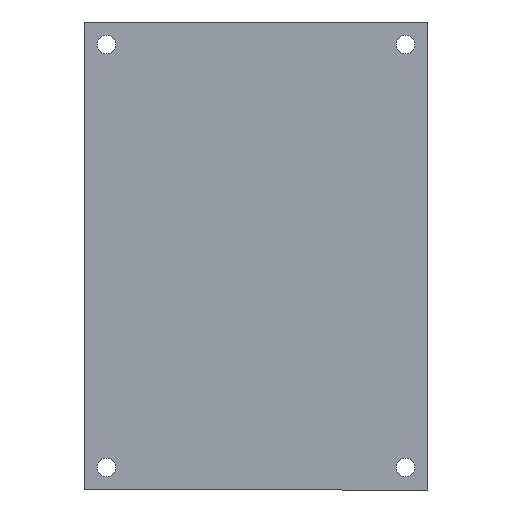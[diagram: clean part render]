
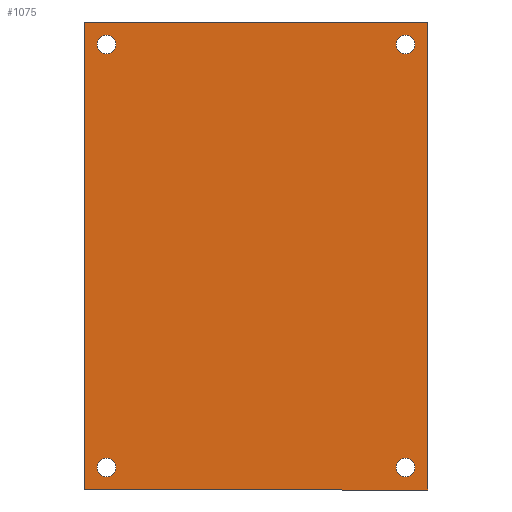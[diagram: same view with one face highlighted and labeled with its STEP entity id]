
A CAD part, front view. The second image highlights one B-rep face of the part: STEP entity #1075.
In plain terms, the highlighted planar face has unit normal (0, -1, 0).
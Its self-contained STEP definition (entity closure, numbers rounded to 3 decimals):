
#3 = DIRECTION ( 'NONE',  ( 0., 0., -1. ) ) ;
#6 = AXIS2_PLACEMENT_3D ( 'NONE', #464, #386, #806 ) ;
#16 = DIRECTION ( 'NONE',  ( 0., 1., 0. ) ) ;
#21 = DIRECTION ( 'NONE',  ( 0., 1., 0. ) ) ;
#26 = CIRCLE ( 'NONE', #650, 1.5 ) ;
#49 = ORIENTED_EDGE ( 'NONE', *, *, #425, .T. ) ;
#52 = EDGE_CURVE ( 'NONE', #876, #330, #73, .T. ) ;
#58 = EDGE_CURVE ( 'NONE', #1096, #598, #217, .T. ) ;
#73 = CIRCLE ( 'NONE', #702, 1.5 ) ;
#89 = EDGE_LOOP ( 'NONE', ( #684, #678 ) ) ;
#92 = EDGE_CURVE ( 'NONE', #1047, #368, #26, .T. ) ;
#113 = CARTESIAN_POINT ( 'NONE',  ( 24.125, 0., -35.625 ) ) ;
#115 = EDGE_CURVE ( 'NONE', #330, #876, #736, .T. ) ;
#116 = DIRECTION ( 'NONE',  ( 0., 0., 1. ) ) ;
#141 = EDGE_CURVE ( 'NONE', #155, #922, #472, .T. ) ;
#143 = CARTESIAN_POINT ( 'NONE',  ( 0., 0., 0. ) ) ;
#146 = CIRCLE ( 'NONE', #6, 1.5 ) ;
#155 = VERTEX_POINT ( 'NONE', #537 ) ;
#161 = ORIENTED_EDGE ( 'NONE', *, *, #92, .T. ) ;
#164 = DIRECTION ( 'NONE',  ( 0., 1., 0. ) ) ;
#177 = CARTESIAN_POINT ( 'NONE',  ( 24.125, 0., -34.125 ) ) ;
#179 = VERTEX_POINT ( 'NONE', #807 ) ;
#184 = EDGE_CURVE ( 'NONE', #265, #581, #471, .T. ) ;
#215 = DIRECTION ( 'NONE',  ( -1., 0., 0. ) ) ;
#217 = CIRCLE ( 'NONE', #839, 1.5 ) ;
#220 = FACE_BOUND ( 'NONE', #89, .T. ) ;
#256 = AXIS2_PLACEMENT_3D ( 'NONE', #623, #520, #116 ) ;
#258 = CARTESIAN_POINT ( 'NONE',  ( 24.125, 0., 32.625 ) ) ;
#260 = AXIS2_PLACEMENT_3D ( 'NONE', #444, #21, #701 ) ;
#263 = CARTESIAN_POINT ( 'NONE',  ( 27.75, 0., -37.77 ) ) ;
#265 = VERTEX_POINT ( 'NONE', #638 ) ;
#266 = DIRECTION ( 'NONE',  ( 0., 0., 1. ) ) ;
#276 = DIRECTION ( 'NONE',  ( 0., 1., 0. ) ) ;
#301 = PLANE ( 'NONE',  #682 ) ;
#307 = LINE ( 'NONE', #399, #613 ) ;
#320 = AXIS2_PLACEMENT_3D ( 'NONE', #177, #164, #505 ) ;
#330 = VERTEX_POINT ( 'NONE', #258 ) ;
#347 = EDGE_CURVE ( 'NONE', #179, #265, #785, .T. ) ;
#353 = CARTESIAN_POINT ( 'NONE',  ( -27.75, 0., -37.77 ) ) ;
#361 = DIRECTION ( 'NONE',  ( 0., 0., 1. ) ) ;
#368 = VERTEX_POINT ( 'NONE', #590 ) ;
#385 = CARTESIAN_POINT ( 'NONE',  ( -24.125, 0., -32.625 ) ) ;
#386 = DIRECTION ( 'NONE',  ( 0., 1., 0. ) ) ;
#399 = CARTESIAN_POINT ( 'NONE',  ( 27.75, 0., -37.77 ) ) ;
#402 = CARTESIAN_POINT ( 'NONE',  ( 27.75, 0., 37.77 ) ) ;
#425 = EDGE_CURVE ( 'NONE', #368, #1047, #737, .T. ) ;
#428 = ORIENTED_EDGE ( 'NONE', *, *, #58, .T. ) ;
#437 = ORIENTED_EDGE ( 'NONE', *, *, #115, .T. ) ;
#444 = CARTESIAN_POINT ( 'NONE',  ( 24.125, 0., -34.125 ) ) ;
#455 = DIRECTION ( 'NONE',  ( 0., 0., 1. ) ) ;
#464 = CARTESIAN_POINT ( 'NONE',  ( -24.125, 0., 34.125 ) ) ;
#467 = CARTESIAN_POINT ( 'NONE',  ( -24.125, 0., 35.625 ) ) ;
#471 = LINE ( 'NONE', #402, #651 ) ;
#472 = CIRCLE ( 'NONE', #260, 1.5 ) ;
#482 = DIRECTION ( 'NONE',  ( 0., 0., -1. ) ) ;
#487 = DIRECTION ( 'NONE',  ( 0., -1., 0. ) ) ;
#490 = CARTESIAN_POINT ( 'NONE',  ( 27.75, 0., 37.77 ) ) ;
#496 = DIRECTION ( 'NONE',  ( 1., 0., 0. ) ) ;
#505 = DIRECTION ( 'NONE',  ( 0., 0., 1. ) ) ;
#516 = CARTESIAN_POINT ( 'NONE',  ( 24.125, 0., 35.625 ) ) ;
#520 = DIRECTION ( 'NONE',  ( 0., 1., 0. ) ) ;
#525 = EDGE_CURVE ( 'NONE', #598, #1096, #146, .T. ) ;
#537 = CARTESIAN_POINT ( 'NONE',  ( 24.125, 0., -32.625 ) ) ;
#542 = VECTOR ( 'NONE', #927, 1000. ) ;
#543 = DIRECTION ( 'NONE',  ( 0., 1., 0. ) ) ;
#561 = FACE_BOUND ( 'NONE', #753, .T. ) ;
#567 = ORIENTED_EDGE ( 'NONE', *, *, #780, .F. ) ;
#581 = VERTEX_POINT ( 'NONE', #490 ) ;
#590 = CARTESIAN_POINT ( 'NONE',  ( -24.125, 0., -35.625 ) ) ;
#598 = VERTEX_POINT ( 'NONE', #908 ) ;
#601 = LINE ( 'NONE', #263, #1051 ) ;
#602 = CARTESIAN_POINT ( 'NONE',  ( -24.125, 0., -34.125 ) ) ;
#613 = VECTOR ( 'NONE', #215, 1000. ) ;
#614 = EDGE_LOOP ( 'NONE', ( #842, #1091, #567, #841 ) ) ;
#623 = CARTESIAN_POINT ( 'NONE',  ( 24.125, 0., 34.125 ) ) ;
#638 = CARTESIAN_POINT ( 'NONE',  ( -27.75, 0., 37.77 ) ) ;
#650 = AXIS2_PLACEMENT_3D ( 'NONE', #1030, #543, #266 ) ;
#651 = VECTOR ( 'NONE', #496, 1000. ) ;
#657 = VERTEX_POINT ( 'NONE', #814 ) ;
#660 = FACE_OUTER_BOUND ( 'NONE', #614, .T. ) ;
#674 = EDGE_CURVE ( 'NONE', #657, #179, #307, .T. ) ;
#678 = ORIENTED_EDGE ( 'NONE', *, *, #141, .T. ) ;
#682 = AXIS2_PLACEMENT_3D ( 'NONE', #143, #487, #482 ) ;
#684 = ORIENTED_EDGE ( 'NONE', *, *, #826, .T. ) ;
#701 = DIRECTION ( 'NONE',  ( 0., 0., 1. ) ) ;
#702 = AXIS2_PLACEMENT_3D ( 'NONE', #786, #16, #455 ) ;
#721 = CIRCLE ( 'NONE', #320, 1.5 ) ;
#736 = CIRCLE ( 'NONE', #256, 1.5 ) ;
#737 = CIRCLE ( 'NONE', #950, 1.5 ) ;
#753 = EDGE_LOOP ( 'NONE', ( #781, #428 ) ) ;
#780 = EDGE_CURVE ( 'NONE', #581, #657, #601, .T. ) ;
#781 = ORIENTED_EDGE ( 'NONE', *, *, #525, .T. ) ;
#785 = LINE ( 'NONE', #353, #542 ) ;
#786 = CARTESIAN_POINT ( 'NONE',  ( 24.125, 0., 34.125 ) ) ;
#792 = CARTESIAN_POINT ( 'NONE',  ( -24.125, 0., 34.125 ) ) ;
#806 = DIRECTION ( 'NONE',  ( 0., 0., 1. ) ) ;
#807 = CARTESIAN_POINT ( 'NONE',  ( -27.75, 0., -37.77 ) ) ;
#814 = CARTESIAN_POINT ( 'NONE',  ( 27.75, 0., -37.77 ) ) ;
#826 = EDGE_CURVE ( 'NONE', #922, #155, #721, .T. ) ;
#834 = EDGE_LOOP ( 'NONE', ( #49, #161 ) ) ;
#839 = AXIS2_PLACEMENT_3D ( 'NONE', #792, #965, #361 ) ;
#841 = ORIENTED_EDGE ( 'NONE', *, *, #184, .F. ) ;
#842 = ORIENTED_EDGE ( 'NONE', *, *, #347, .F. ) ;
#876 = VERTEX_POINT ( 'NONE', #516 ) ;
#905 = FACE_BOUND ( 'NONE', #1071, .T. ) ;
#908 = CARTESIAN_POINT ( 'NONE',  ( -24.125, 0., 32.625 ) ) ;
#921 = DIRECTION ( 'NONE',  ( 0., 0., 1. ) ) ;
#922 = VERTEX_POINT ( 'NONE', #113 ) ;
#927 = DIRECTION ( 'NONE',  ( 0., 0., 1. ) ) ;
#950 = AXIS2_PLACEMENT_3D ( 'NONE', #602, #276, #921 ) ;
#965 = DIRECTION ( 'NONE',  ( 0., 1., 0. ) ) ;
#981 = ORIENTED_EDGE ( 'NONE', *, *, #52, .T. ) ;
#1030 = CARTESIAN_POINT ( 'NONE',  ( -24.125, 0., -34.125 ) ) ;
#1047 = VERTEX_POINT ( 'NONE', #385 ) ;
#1051 = VECTOR ( 'NONE', #3, 1000. ) ;
#1065 = FACE_BOUND ( 'NONE', #834, .T. ) ;
#1071 = EDGE_LOOP ( 'NONE', ( #437, #981 ) ) ;
#1075 = ADVANCED_FACE ( 'NONE', ( #905, #1065, #660, #561, #220 ), #301, .T. ) ;
#1091 = ORIENTED_EDGE ( 'NONE', *, *, #674, .F. ) ;
#1096 = VERTEX_POINT ( 'NONE', #467 ) ;
